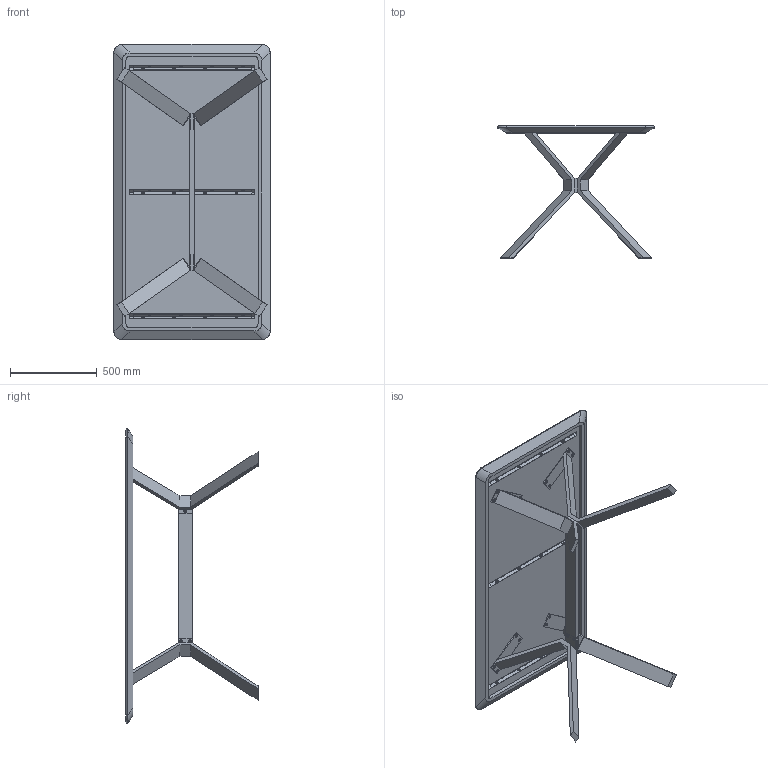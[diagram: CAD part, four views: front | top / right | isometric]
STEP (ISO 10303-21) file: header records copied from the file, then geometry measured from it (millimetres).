
FILE_DESCRIPTION (( 'STEP AP203' ), '1' );
FILE_NAME ('0. X - 170x90x76 - sklop.STEP', '2023-11-23T12:45:20', ( '' ), ( '' ), 'SwSTEP 2.0', 'SolidWorks 2023', '' );
FILE_SCHEMA (( 'CONFIG_CONTROL_DESIGN' ));
Products named in the file (1): 0. X - 170x90x76 - sklop
Bounding box: 900 x 760 x 1700 mm (x, y, z)
Volume: 42278924.9 mm3; surface area: 4741624.4 mm2
Topology: 77 solids, 77 shells, 2715 faces, 6931 edges, 4372 vertices
Faces by surface type: plane 1263, cylinder 912, cone 290, bspline 154, torus 48, sphere 48
Entity records: 132954 total; most frequent: CARTESIAN_POINT 70421, ORIENTED_EDGE 13678, DIRECTION 12441, EDGE_CURVE 6839, AXIS2_PLACEMENT_3D 4450, VERTEX_POINT 4372, VECTOR 3541, LINE 3541
